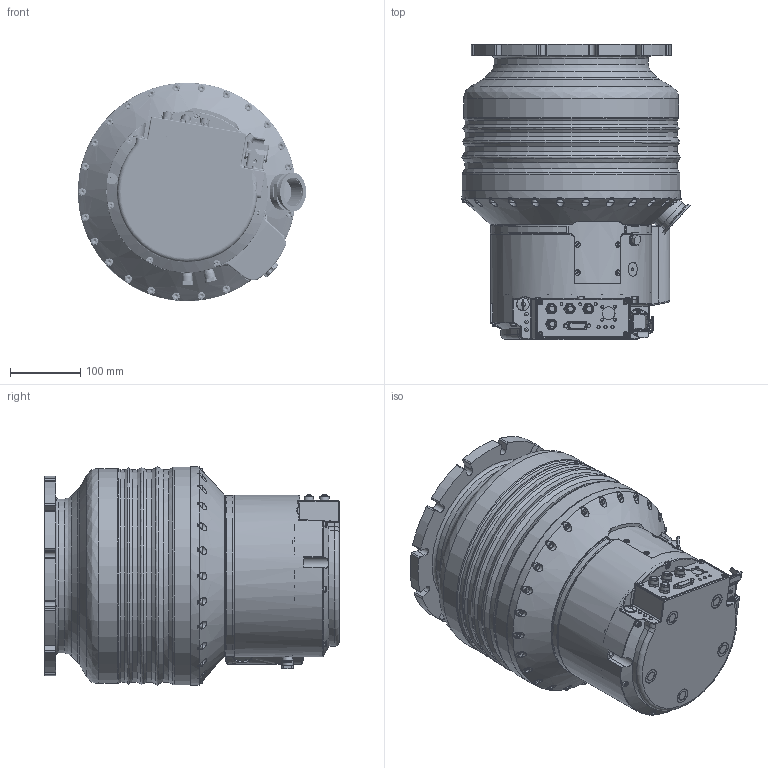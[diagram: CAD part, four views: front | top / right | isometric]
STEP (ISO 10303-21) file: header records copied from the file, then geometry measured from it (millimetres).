
FILE_DESCRIPTION((''),'2;1');
FILE_NAME('PM902134A.stp','2009-04-06T12:06:17',('marxmankel'),(''),'Autodesk Inventor 11','Autodesk Inventor 11','');
FILE_SCHEMA(('AUTOMOTIVE_DESIGN { 1 0 10303 214 1 1 1 1 }'));
Length unit declared in the file: millimetre
Products named in the file (1): PM902134A
Bounding box: 325.02 x 420 x 310.98 mm (x, y, z)
Volume: 21145690.1 mm3; surface area: 853815.5 mm2
Topology: 97 solids, 97 shells, 3444 faces, 8807 edges, 5774 vertices
Faces by surface type: plane 1560, cylinder 1063, bspline 414, cone 302, torus 91, sphere 14
Full cylindrical faces by diameter (mm): 0.5 x1, 0.507 x1, 0.95 x1, 1.05 x1, 2.5 x4, 2.7 x4, 2.874 x2, 3 x5, 3.2 x2, 3.242 x2, 3.5 x3, 3.8 x1, 3.838 x3, 4 x16, 4.3 x7, 4.5 x20, 4.7 x1, 4.8 x5, 4.9 x3, 5 x5, 6 x7, 7 x12, 7.5 x3, 7.53 x4, 7.8 x4, 8 x9, 8.05 x2, 8.1 x2, 8.5 x6, 8.566 x3
Entity records: 160312 total; most frequent: CARTESIAN_POINT 82830, ORIENTED_EDGE 15922, DIRECTION 15207, EDGE_CURVE 7961, AXIS2_PLACEMENT_3D 5756, VERTEX_POINT 5465, EDGE_LOOP 4334, VECTOR 3695
